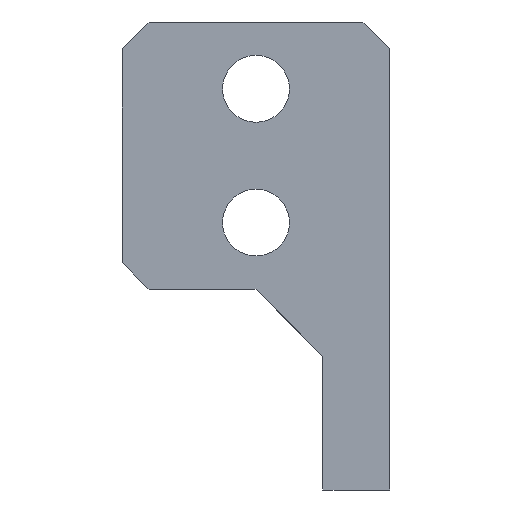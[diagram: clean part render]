
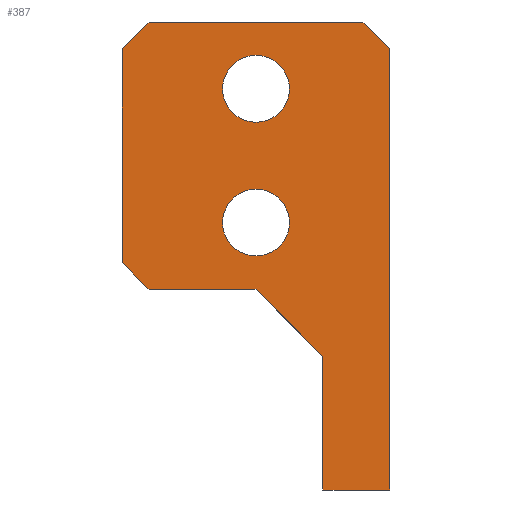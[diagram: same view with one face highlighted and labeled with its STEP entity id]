
A CAD part, left-side view. The second image highlights one B-rep face of the part: STEP entity #387.
In plain terms, the highlighted planar face has unit normal (-1, 0, 0).
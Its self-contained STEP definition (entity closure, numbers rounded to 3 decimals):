
#19=FACE_BOUND('',#58,.T.);
#20=FACE_BOUND('',#59,.T.);
#25=CIRCLE('',#411,2.5);
#26=CIRCLE('',#412,2.5);
#36=FACE_OUTER_BOUND('',#57,.T.);
#57=EDGE_LOOP('',(#286,#287,#288,#289,#290,#291,#292,#293,#294,#295));
#58=EDGE_LOOP('',(#296));
#59=EDGE_LOOP('',(#297));
#83=LINE('',#548,#130);
#92=LINE('',#569,#139);
#94=LINE('',#573,#141);
#97=LINE('',#579,#144);
#98=LINE('',#580,#145);
#99=LINE('',#582,#146);
#100=LINE('',#584,#147);
#101=LINE('',#586,#148);
#102=LINE('',#588,#149);
#103=LINE('',#589,#150);
#130=VECTOR('',#442,10.);
#139=VECTOR('',#459,10.);
#141=VECTOR('',#463,10.);
#144=VECTOR('',#468,10.);
#145=VECTOR('',#469,10.);
#146=VECTOR('',#470,10.);
#147=VECTOR('',#471,10.);
#148=VECTOR('',#472,10.);
#149=VECTOR('',#473,10.);
#150=VECTOR('',#474,10.);
#176=VERTEX_POINT('',#545);
#177=VERTEX_POINT('',#547);
#184=VERTEX_POINT('',#566);
#185=VERTEX_POINT('',#568);
#186=VERTEX_POINT('',#572);
#188=VERTEX_POINT('',#578);
#189=VERTEX_POINT('',#581);
#190=VERTEX_POINT('',#583);
#191=VERTEX_POINT('',#585);
#192=VERTEX_POINT('',#587);
#193=VERTEX_POINT('',#590);
#194=VERTEX_POINT('',#592);
#212=EDGE_CURVE('',#176,#177,#83,.T.);
#222=EDGE_CURVE('',#184,#185,#92,.T.);
#224=EDGE_CURVE('',#185,#186,#94,.T.);
#227=EDGE_CURVE('',#188,#184,#97,.T.);
#228=EDGE_CURVE('',#177,#188,#98,.T.);
#229=EDGE_CURVE('',#189,#176,#99,.T.);
#230=EDGE_CURVE('',#190,#189,#100,.T.);
#231=EDGE_CURVE('',#191,#190,#101,.T.);
#232=EDGE_CURVE('',#192,#191,#102,.T.);
#233=EDGE_CURVE('',#186,#192,#103,.T.);
#234=EDGE_CURVE('',#193,#193,#25,.T.);
#235=EDGE_CURVE('',#194,#194,#26,.T.);
#286=ORIENTED_EDGE('',*,*,#222,.F.);
#287=ORIENTED_EDGE('',*,*,#227,.F.);
#288=ORIENTED_EDGE('',*,*,#228,.F.);
#289=ORIENTED_EDGE('',*,*,#212,.F.);
#290=ORIENTED_EDGE('',*,*,#229,.F.);
#291=ORIENTED_EDGE('',*,*,#230,.F.);
#292=ORIENTED_EDGE('',*,*,#231,.F.);
#293=ORIENTED_EDGE('',*,*,#232,.F.);
#294=ORIENTED_EDGE('',*,*,#233,.F.);
#295=ORIENTED_EDGE('',*,*,#224,.F.);
#296=ORIENTED_EDGE('',*,*,#234,.F.);
#297=ORIENTED_EDGE('',*,*,#235,.F.);
#370=PLANE('',#410);
#387=ADVANCED_FACE('',(#36,#19,#20),#370,.F.);
#410=AXIS2_PLACEMENT_3D('',#577,#466,#467);
#411=AXIS2_PLACEMENT_3D('',#591,#475,#476);
#412=AXIS2_PLACEMENT_3D('',#593,#477,#478);
#442=DIRECTION('',(0.,0.,1.));
#459=DIRECTION('',(0.,0.707,0.707));
#463=DIRECTION('',(0.,0.,1.));
#466=DIRECTION('center_axis',(1.,0.,0.));
#467=DIRECTION('ref_axis',(0.,1.,0.));
#468=DIRECTION('',(0.,1.,0.));
#469=DIRECTION('',(0.,0.707,0.707));
#470=DIRECTION('',(0.,1.,0.));
#471=DIRECTION('',(0.,0.,-1.));
#472=DIRECTION('',(0.,-0.707,-0.707));
#473=DIRECTION('',(0.,-1.,0.));
#474=DIRECTION('',(0.,-0.707,0.707));
#475=DIRECTION('center_axis',(-1.,0.,0.));
#476=DIRECTION('ref_axis',(0.,1.,0.));
#477=DIRECTION('center_axis',(-1.,0.,0.));
#478=DIRECTION('ref_axis',(0.,1.,0.));
#545=CARTESIAN_POINT('',(0.,5.,-15.));
#547=CARTESIAN_POINT('',(0.,5.,-5.));
#548=CARTESIAN_POINT('',(0.,5.,-15.));
#566=CARTESIAN_POINT('',(0.,18.,0.));
#568=CARTESIAN_POINT('',(0.,20.,2.));
#569=CARTESIAN_POINT('',(0.,19.,1.));
#572=CARTESIAN_POINT('',(0.,20.,18.));
#573=CARTESIAN_POINT('',(0.,20.,0.));
#577=CARTESIAN_POINT('Origin',(0.,10.,10.));
#578=CARTESIAN_POINT('',(0.,10.,0.));
#579=CARTESIAN_POINT('',(0.,0.,0.));
#580=CARTESIAN_POINT('',(0.,11.25,1.25));
#581=CARTESIAN_POINT('',(0.,0.,-15.));
#582=CARTESIAN_POINT('',(0.,0.,-15.));
#583=CARTESIAN_POINT('',(0.,0.,18.));
#584=CARTESIAN_POINT('',(0.,0.,20.));
#585=CARTESIAN_POINT('',(0.,2.,20.));
#586=CARTESIAN_POINT('',(0.,1.,19.));
#587=CARTESIAN_POINT('',(0.,18.,20.));
#588=CARTESIAN_POINT('',(0.,20.,20.));
#589=CARTESIAN_POINT('',(0.,19.,19.));
#590=CARTESIAN_POINT('',(0.,7.5,5.));
#591=CARTESIAN_POINT('Origin',(0.,10.,5.));
#592=CARTESIAN_POINT('',(0.,7.5,15.));
#593=CARTESIAN_POINT('Origin',(0.,10.,15.));
